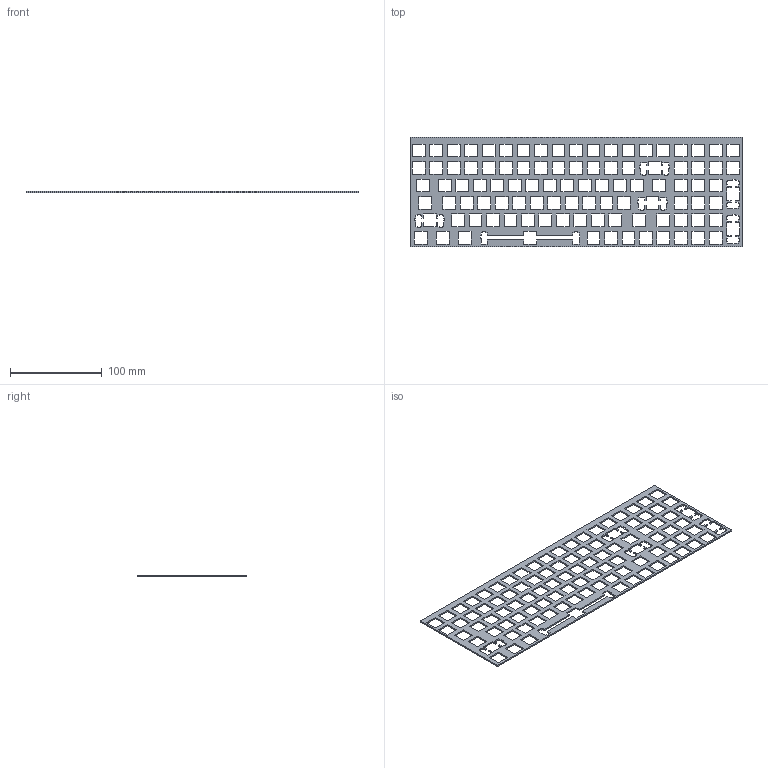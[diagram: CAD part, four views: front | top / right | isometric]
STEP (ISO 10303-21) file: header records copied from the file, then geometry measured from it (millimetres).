
FILE_DESCRIPTION(('FreeCAD Model'),'2;1');
FILE_NAME('Open CASCADE Shape Model','2025-11-09T19:23:38',(''),(''), 'Open CASCADE STEP processor 7.8','FreeCAD','Unknown');
FILE_SCHEMA(('AUTOMOTIVE_DESIGN { 1 0 10303 214 1 1 1 1 }'));
Length unit declared in the file: millimetre
Products named in the file (1): Extrude
Bounding box: 361.95 x 119.06 x 1.5 mm (x, y, z)
Volume: 32943.7 mm3; surface area: 54669.3 mm2
Topology: 1 solids, 1 shells, 646 faces, 1932 edges, 1288 vertices
Faces by surface type: plane 646
Entity records: 21698 total; most frequent: CARTESIAN_POINT 3867, ORIENTED_EDGE 3864, DIRECTION 3226, EDGE_CURVE 1932, LINE 1932, VECTOR 1932, VERTEX_POINT 1288, FACE_BOUND 846
